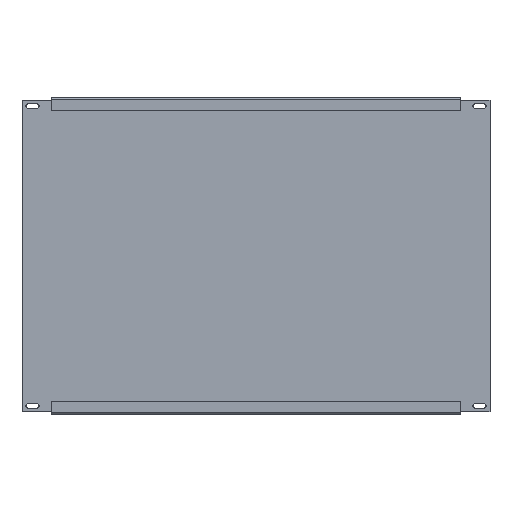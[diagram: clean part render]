
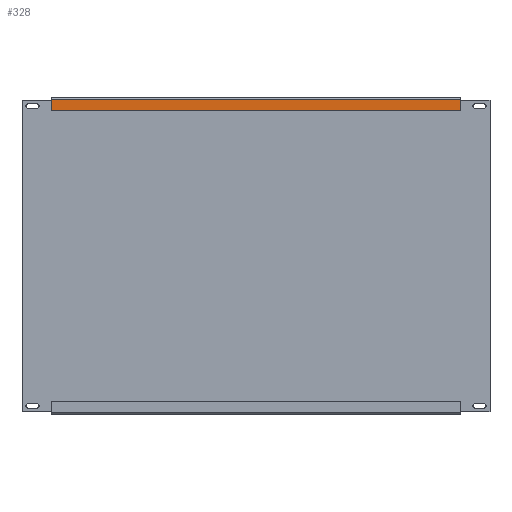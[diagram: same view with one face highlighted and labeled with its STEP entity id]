
A CAD part, top view. The second image highlights one B-rep face of the part: STEP entity #328.
In plain terms, the highlighted planar face has unit normal (0, 0, 1).
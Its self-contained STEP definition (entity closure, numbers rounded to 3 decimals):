
#102 = DIRECTION ( 'NONE',  ( -1., 0., 0. ) ) ;
#112 = VERTEX_POINT ( 'NONE', #1369 ) ;
#252 = EDGE_CURVE ( 'NONE', #112, #1643, #1598, .T. ) ;
#258 = AXIS2_PLACEMENT_3D ( 'NONE', #1734, #367, #1707 ) ;
#328 = ADVANCED_FACE ( 'NONE', ( #1090 ), #496, .T. ) ;
#343 = CARTESIAN_POINT ( 'NONE',  ( 45., 473.5, 18. ) ) ;
#352 = EDGE_LOOP ( 'NONE', ( #914, #1675, #461, #422 ) ) ;
#367 = DIRECTION ( 'NONE',  ( 0., 0., 1. ) ) ;
#416 = DIRECTION ( 'NONE',  ( -1., 0., 0. ) ) ;
#422 = ORIENTED_EDGE ( 'NONE', *, *, #252, .F. ) ;
#448 = DIRECTION ( 'NONE',  ( 0., 1., 0. ) ) ;
#461 = ORIENTED_EDGE ( 'NONE', *, *, #487, .F. ) ;
#487 = EDGE_CURVE ( 'NONE', #1643, #1857, #1509, .T. ) ;
#496 = PLANE ( 'NONE',  #258 ) ;
#645 = VECTOR ( 'NONE', #102, 1000. ) ;
#659 = VECTOR ( 'NONE', #448, 1000. ) ;
#828 = CARTESIAN_POINT ( 'NONE',  ( 45., 456.5, 18. ) ) ;
#914 = ORIENTED_EDGE ( 'NONE', *, *, #1086, .F. ) ;
#979 = CARTESIAN_POINT ( 'NONE',  ( 665., 456.5, 18. ) ) ;
#982 = LINE ( 'NONE', #1596, #645 ) ;
#1086 = EDGE_CURVE ( 'NONE', #1606, #112, #1721, .T. ) ;
#1090 = FACE_OUTER_BOUND ( 'NONE', #352, .T. ) ;
#1193 = CARTESIAN_POINT ( 'NONE',  ( 45., 474.5, 18. ) ) ;
#1369 = CARTESIAN_POINT ( 'NONE',  ( 665., 456.5, 18. ) ) ;
#1446 = DIRECTION ( 'NONE',  ( 0., -1., 0. ) ) ;
#1509 = LINE ( 'NONE', #1193, #659 ) ;
#1596 = CARTESIAN_POINT ( 'NONE',  ( 0., 473.5, 18. ) ) ;
#1598 = LINE ( 'NONE', #828, #1711 ) ;
#1606 = VERTEX_POINT ( 'NONE', #1925 ) ;
#1643 = VERTEX_POINT ( 'NONE', #1771 ) ;
#1675 = ORIENTED_EDGE ( 'NONE', *, *, #1932, .T. ) ;
#1707 = DIRECTION ( 'NONE',  ( 0., -1., 0. ) ) ;
#1711 = VECTOR ( 'NONE', #416, 1000. ) ;
#1721 = LINE ( 'NONE', #979, #1878 ) ;
#1734 = CARTESIAN_POINT ( 'NONE',  ( 0., 0., 18. ) ) ;
#1771 = CARTESIAN_POINT ( 'NONE',  ( 45., 456.5, 18. ) ) ;
#1857 = VERTEX_POINT ( 'NONE', #343 ) ;
#1878 = VECTOR ( 'NONE', #1446, 1000. ) ;
#1925 = CARTESIAN_POINT ( 'NONE',  ( 665., 473.5, 18. ) ) ;
#1932 = EDGE_CURVE ( 'NONE', #1606, #1857, #982, .T. ) ;
